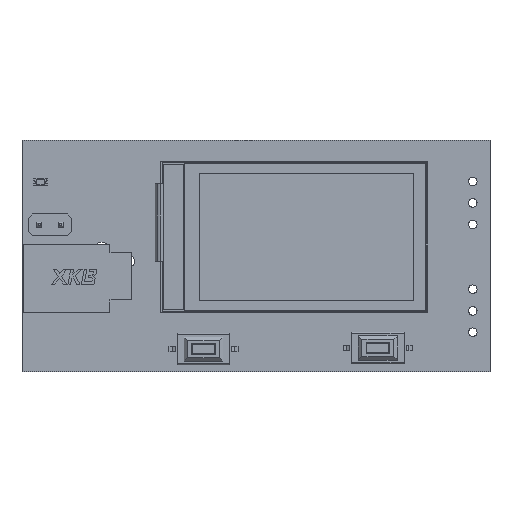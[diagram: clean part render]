
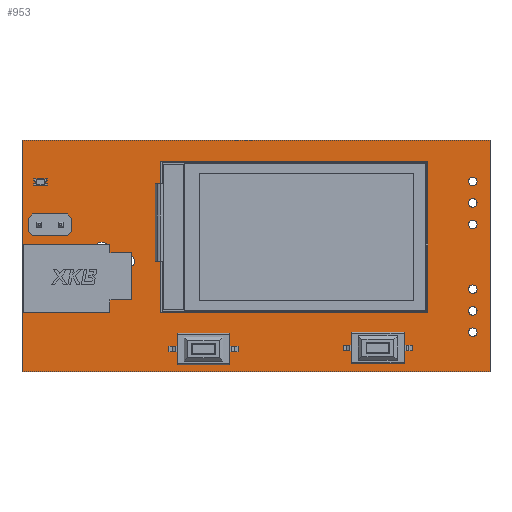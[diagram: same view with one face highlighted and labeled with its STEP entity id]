
A CAD part, top view. The second image highlights one B-rep face of the part: STEP entity #953.
In plain terms, the highlighted planar face has unit normal (0, 0, 1).
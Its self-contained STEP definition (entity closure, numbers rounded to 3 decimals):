
#160 = VERTEX_POINT('',#161);
#161 = CARTESIAN_POINT('',(-1.73,56.88,0.411));
#167 = EDGE_CURVE('',#160,#168,#170,.T.);
#168 = VERTEX_POINT('',#169);
#169 = CARTESIAN_POINT('',(52.708,56.88,0.411));
#170 = LINE('',#171,#172);
#171 = CARTESIAN_POINT('',(-1.73,56.88,0.411));
#172 = VECTOR('',#173,1.);
#173 = DIRECTION('',(1.,0.,0.));
#198 = EDGE_CURVE('',#168,#199,#201,.T.);
#199 = VERTEX_POINT('',#200);
#200 = CARTESIAN_POINT('',(52.708,83.81,0.411));
#201 = LINE('',#202,#203);
#202 = CARTESIAN_POINT('',(52.708,56.88,0.411));
#203 = VECTOR('',#204,1.);
#204 = DIRECTION('',(0.,1.,0.));
#229 = EDGE_CURVE('',#199,#230,#232,.T.);
#230 = VERTEX_POINT('',#231);
#231 = CARTESIAN_POINT('',(-1.73,83.81,0.411));
#232 = LINE('',#233,#234);
#233 = CARTESIAN_POINT('',(52.708,83.81,0.411));
#234 = VECTOR('',#235,1.);
#235 = DIRECTION('',(-1.,0.,0.));
#260 = EDGE_CURVE('',#230,#160,#261,.T.);
#261 = LINE('',#262,#263);
#262 = CARTESIAN_POINT('',(-1.73,83.81,0.411));
#263 = VECTOR('',#264,1.);
#264 = DIRECTION('',(0.,-1.,0.));
#284 = VERTEX_POINT('',#285);
#285 = CARTESIAN_POINT('',(3.346,65.826,0.411));
#291 = EDGE_CURVE('',#284,#284,#292,.T.);
#292 = CIRCLE('',#293,0.8);
#293 = AXIS2_PLACEMENT_3D('',#294,#295,#296);
#294 = CARTESIAN_POINT('',(2.546,65.826,0.411));
#295 = DIRECTION('',(0.,0.,1.));
#296 = DIRECTION('',(1.,0.,-0.));
#317 = VERTEX_POINT('',#318);
#318 = CARTESIAN_POINT('',(10.346,66.826,0.411));
#324 = EDGE_CURVE('',#317,#317,#325,.T.);
#325 = CIRCLE('',#326,0.9);
#326 = AXIS2_PLACEMENT_3D('',#327,#328,#329);
#327 = CARTESIAN_POINT('',(9.446,66.826,0.411));
#328 = DIRECTION('',(0.,0.,1.));
#329 = DIRECTION('',(1.,0.,-0.));
#350 = VERTEX_POINT('',#351);
#351 = CARTESIAN_POINT('',(3.346,69.826,0.411));
#357 = EDGE_CURVE('',#350,#350,#358,.T.);
#358 = CIRCLE('',#359,0.8);
#359 = AXIS2_PLACEMENT_3D('',#360,#361,#362);
#360 = CARTESIAN_POINT('',(2.546,69.826,0.411));
#361 = DIRECTION('',(0.,0.,1.));
#362 = DIRECTION('',(1.,0.,-0.));
#383 = VERTEX_POINT('',#384);
#384 = CARTESIAN_POINT('',(0.768,73.999,0.411));
#390 = EDGE_CURVE('',#383,#383,#391,.T.);
#391 = CIRCLE('',#392,0.508);
#392 = AXIS2_PLACEMENT_3D('',#393,#394,#395);
#393 = CARTESIAN_POINT('',(0.26,73.999,0.411));
#394 = DIRECTION('',(0.,0.,1.));
#395 = DIRECTION('',(1.,0.,-0.));
#416 = VERTEX_POINT('',#417);
#417 = CARTESIAN_POINT('',(7.446,71.925,0.411));
#423 = EDGE_CURVE('',#416,#424,#426,.T.);
#424 = VERTEX_POINT('',#425);
#425 = CARTESIAN_POINT('',(7.446,70.525,0.411));
#426 = CIRCLE('',#427,0.7);
#427 = AXIS2_PLACEMENT_3D('',#428,#429,#430);
#428 = CARTESIAN_POINT('',(7.446,71.225,0.411));
#429 = DIRECTION('',(0.,0.,1.));
#430 = DIRECTION('',(0.,1.,-0.));
#458 = VERTEX_POINT('',#459);
#459 = CARTESIAN_POINT('',(7.646,71.925,0.411));
#465 = EDGE_CURVE('',#458,#416,#466,.T.);
#466 = LINE('',#467,#468);
#467 = CARTESIAN_POINT('',(7.646,71.925,0.411));
#468 = VECTOR('',#469,1.);
#469 = DIRECTION('',(-1.,0.,0.));
#489 = VERTEX_POINT('',#490);
#490 = CARTESIAN_POINT('',(7.646,70.525,0.411));
#496 = EDGE_CURVE('',#489,#458,#497,.T.);
#497 = CIRCLE('',#498,0.7);
#498 = AXIS2_PLACEMENT_3D('',#499,#500,#501);
#499 = CARTESIAN_POINT('',(7.646,71.225,0.411));
#500 = DIRECTION('',(0.,0.,1.));
#501 = DIRECTION('',(0.,-1.,0.));
#520 = EDGE_CURVE('',#424,#489,#521,.T.);
#521 = LINE('',#522,#523);
#522 = CARTESIAN_POINT('',(7.446,70.525,0.411));
#523 = VECTOR('',#524,1.);
#524 = DIRECTION('',(1.,0.,0.));
#544 = VERTEX_POINT('',#545);
#545 = CARTESIAN_POINT('',(3.308,73.999,0.411));
#551 = EDGE_CURVE('',#544,#544,#552,.T.);
#552 = CIRCLE('',#553,0.508);
#553 = AXIS2_PLACEMENT_3D('',#554,#555,#556);
#554 = CARTESIAN_POINT('',(2.8,73.999,0.411));
#555 = DIRECTION('',(0.,0.,1.));
#556 = DIRECTION('',(1.,0.,-0.));
#577 = VERTEX_POINT('',#578);
#578 = CARTESIAN_POINT('',(51.2,66.474,0.411));
#584 = EDGE_CURVE('',#577,#577,#585,.T.);
#585 = CIRCLE('',#586,0.5);
#586 = AXIS2_PLACEMENT_3D('',#587,#588,#589);
#587 = CARTESIAN_POINT('',(50.7,66.474,0.411));
#588 = DIRECTION('',(0.,0.,1.));
#589 = DIRECTION('',(1.,0.,-0.));
#610 = VERTEX_POINT('',#611);
#611 = CARTESIAN_POINT('',(51.2,61.474,0.411));
#617 = EDGE_CURVE('',#610,#610,#618,.T.);
#618 = CIRCLE('',#619,0.5);
#619 = AXIS2_PLACEMENT_3D('',#620,#621,#622);
#620 = CARTESIAN_POINT('',(50.7,61.474,0.411));
#621 = DIRECTION('',(0.,0.,1.));
#622 = DIRECTION('',(1.,0.,-0.));
#643 = VERTEX_POINT('',#644);
#644 = CARTESIAN_POINT('',(51.2,63.974,0.411));
#650 = EDGE_CURVE('',#643,#643,#651,.T.);
#651 = CIRCLE('',#652,0.5);
#652 = AXIS2_PLACEMENT_3D('',#653,#654,#655);
#653 = CARTESIAN_POINT('',(50.7,63.974,0.411));
#654 = DIRECTION('',(0.,0.,1.));
#655 = DIRECTION('',(1.,0.,-0.));
#676 = VERTEX_POINT('',#677);
#677 = CARTESIAN_POINT('',(10.446,70.426,0.411));
#683 = EDGE_CURVE('',#676,#684,#686,.T.);
#684 = VERTEX_POINT('',#685);
#685 = CARTESIAN_POINT('',(10.446,69.026,0.411));
#686 = CIRCLE('',#687,0.7);
#687 = AXIS2_PLACEMENT_3D('',#688,#689,#690);
#688 = CARTESIAN_POINT('',(10.446,69.726,0.411));
#689 = DIRECTION('',(0.,0.,1.));
#690 = DIRECTION('',(0.,1.,-0.));
#718 = VERTEX_POINT('',#719);
#719 = CARTESIAN_POINT('',(10.646,70.426,0.411));
#725 = EDGE_CURVE('',#718,#676,#726,.T.);
#726 = LINE('',#727,#728);
#727 = CARTESIAN_POINT('',(10.646,70.426,0.411));
#728 = VECTOR('',#729,1.);
#729 = DIRECTION('',(-1.,0.,0.));
#749 = VERTEX_POINT('',#750);
#750 = CARTESIAN_POINT('',(10.646,69.026,0.411));
#756 = EDGE_CURVE('',#749,#718,#757,.T.);
#757 = CIRCLE('',#758,0.7);
#758 = AXIS2_PLACEMENT_3D('',#759,#760,#761);
#759 = CARTESIAN_POINT('',(10.646,69.726,0.411));
#760 = DIRECTION('',(0.,0.,1.));
#761 = DIRECTION('',(0.,-1.,0.));
#780 = EDGE_CURVE('',#684,#749,#781,.T.);
#781 = LINE('',#782,#783);
#782 = CARTESIAN_POINT('',(10.446,69.026,0.411));
#783 = VECTOR('',#784,1.);
#784 = DIRECTION('',(1.,0.,0.));
#804 = VERTEX_POINT('',#805);
#805 = CARTESIAN_POINT('',(51.2,74.018,0.411));
#811 = EDGE_CURVE('',#804,#804,#812,.T.);
#812 = CIRCLE('',#813,0.5);
#813 = AXIS2_PLACEMENT_3D('',#814,#815,#816);
#814 = CARTESIAN_POINT('',(50.7,74.018,0.411));
#815 = DIRECTION('',(0.,0.,1.));
#816 = DIRECTION('',(1.,0.,-0.));
#837 = VERTEX_POINT('',#838);
#838 = CARTESIAN_POINT('',(51.2,76.518,0.411));
#844 = EDGE_CURVE('',#837,#837,#845,.T.);
#845 = CIRCLE('',#846,0.5);
#846 = AXIS2_PLACEMENT_3D('',#847,#848,#849);
#847 = CARTESIAN_POINT('',(50.7,76.518,0.411));
#848 = DIRECTION('',(0.,0.,1.));
#849 = DIRECTION('',(1.,0.,-0.));
#870 = VERTEX_POINT('',#871);
#871 = CARTESIAN_POINT('',(51.2,79.018,0.411));
#877 = EDGE_CURVE('',#870,#870,#878,.T.);
#878 = CIRCLE('',#879,0.5);
#879 = AXIS2_PLACEMENT_3D('',#880,#881,#882);
#880 = CARTESIAN_POINT('',(50.7,79.018,0.411));
#881 = DIRECTION('',(0.,0.,1.));
#882 = DIRECTION('',(1.,0.,-0.));
#953 = ADVANCED_FACE('',(#954,#960,#963,#966,#969,#972,#978,#981,#984,
    #987,#990,#996,#999,#1002),#1005,.T.);
#954 = FACE_BOUND('',#955,.T.);
#955 = EDGE_LOOP('',(#956,#957,#958,#959));
#956 = ORIENTED_EDGE('',*,*,#167,.T.);
#957 = ORIENTED_EDGE('',*,*,#198,.T.);
#958 = ORIENTED_EDGE('',*,*,#229,.T.);
#959 = ORIENTED_EDGE('',*,*,#260,.T.);
#960 = FACE_BOUND('',#961,.T.);
#961 = EDGE_LOOP('',(#962));
#962 = ORIENTED_EDGE('',*,*,#291,.F.);
#963 = FACE_BOUND('',#964,.T.);
#964 = EDGE_LOOP('',(#965));
#965 = ORIENTED_EDGE('',*,*,#324,.F.);
#966 = FACE_BOUND('',#967,.T.);
#967 = EDGE_LOOP('',(#968));
#968 = ORIENTED_EDGE('',*,*,#357,.F.);
#969 = FACE_BOUND('',#970,.T.);
#970 = EDGE_LOOP('',(#971));
#971 = ORIENTED_EDGE('',*,*,#390,.F.);
#972 = FACE_BOUND('',#973,.T.);
#973 = EDGE_LOOP('',(#974,#975,#976,#977));
#974 = ORIENTED_EDGE('',*,*,#423,.F.);
#975 = ORIENTED_EDGE('',*,*,#465,.F.);
#976 = ORIENTED_EDGE('',*,*,#496,.F.);
#977 = ORIENTED_EDGE('',*,*,#520,.F.);
#978 = FACE_BOUND('',#979,.T.);
#979 = EDGE_LOOP('',(#980));
#980 = ORIENTED_EDGE('',*,*,#551,.F.);
#981 = FACE_BOUND('',#982,.T.);
#982 = EDGE_LOOP('',(#983));
#983 = ORIENTED_EDGE('',*,*,#584,.F.);
#984 = FACE_BOUND('',#985,.T.);
#985 = EDGE_LOOP('',(#986));
#986 = ORIENTED_EDGE('',*,*,#617,.F.);
#987 = FACE_BOUND('',#988,.T.);
#988 = EDGE_LOOP('',(#989));
#989 = ORIENTED_EDGE('',*,*,#650,.F.);
#990 = FACE_BOUND('',#991,.T.);
#991 = EDGE_LOOP('',(#992,#993,#994,#995));
#992 = ORIENTED_EDGE('',*,*,#683,.F.);
#993 = ORIENTED_EDGE('',*,*,#725,.F.);
#994 = ORIENTED_EDGE('',*,*,#756,.F.);
#995 = ORIENTED_EDGE('',*,*,#780,.F.);
#996 = FACE_BOUND('',#997,.T.);
#997 = EDGE_LOOP('',(#998));
#998 = ORIENTED_EDGE('',*,*,#811,.F.);
#999 = FACE_BOUND('',#1000,.T.);
#1000 = EDGE_LOOP('',(#1001));
#1001 = ORIENTED_EDGE('',*,*,#844,.F.);
#1002 = FACE_BOUND('',#1003,.T.);
#1003 = EDGE_LOOP('',(#1004));
#1004 = ORIENTED_EDGE('',*,*,#877,.F.);
#1005 = PLANE('',#1006);
#1006 = AXIS2_PLACEMENT_3D('',#1007,#1008,#1009);
#1007 = CARTESIAN_POINT('',(25.489,70.345,0.411));
#1008 = DIRECTION('',(0.,0.,1.));
#1009 = DIRECTION('',(1.,0.,-0.));
